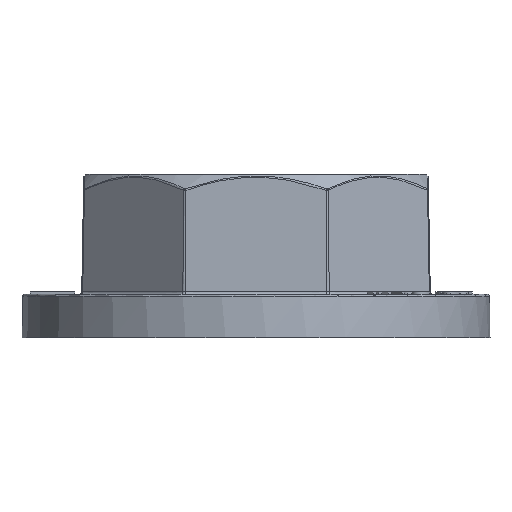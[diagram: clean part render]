
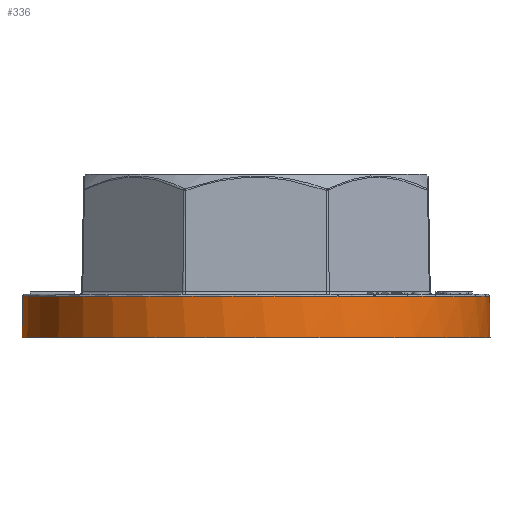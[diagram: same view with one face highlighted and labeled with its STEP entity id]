
A CAD part, front view. The second image highlights one B-rep face of the part: STEP entity #336.
In plain terms, the highlighted conical face has half-angle 1 degrees and reference radius 21.5 mm.
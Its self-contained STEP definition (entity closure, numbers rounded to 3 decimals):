
#142=CONICAL_SURFACE('',#4467,21.5,1.);
#201=CIRCLE('',#4464,21.5);
#202=CIRCLE('',#4466,21.434);
#290=FACE_BOUND('',#979,.T.);
#291=FACE_BOUND('',#980,.T.);
#336=ADVANCED_FACE('',(#290,#291),#142,.T.);
#979=EDGE_LOOP('',(#1977));
#980=EDGE_LOOP('',(#1978));
#1977=ORIENTED_EDGE('',*,*,#3647,.T.);
#1978=ORIENTED_EDGE('',*,*,#3646,.T.);
#3216=VERTEX_POINT('',#8711);
#3217=VERTEX_POINT('',#8714);
#3646=EDGE_CURVE('',#3216,#3216,#201,.T.);
#3647=EDGE_CURVE('',#3217,#3217,#202,.T.);
#4464=AXIS2_PLACEMENT_3D('',#8710,#4797,#4798);
#4466=AXIS2_PLACEMENT_3D('',#8713,#4801,#4802);
#4467=AXIS2_PLACEMENT_3D('',#8715,#4803,#4804);
#4797=DIRECTION('',(0.,0.,1.));
#4798=DIRECTION('',(-0.924,-0.383,0.));
#4801=DIRECTION('',(0.,0.,-1.));
#4802=DIRECTION('',(1.,0.,0.));
#4803=DIRECTION('',(0.,0.,-1.));
#4804=DIRECTION('',(-0.924,-0.383,0.));
#8710=CARTESIAN_POINT('',(-36.552,37.835,0.));
#8711=CARTESIAN_POINT('',(-56.416,29.608,0.));
#8713=CARTESIAN_POINT('',(-36.552,37.835,3.803));
#8714=CARTESIAN_POINT('',(-15.119,37.835,3.803));
#8715=CARTESIAN_POINT('',(-36.552,37.835,0.));
